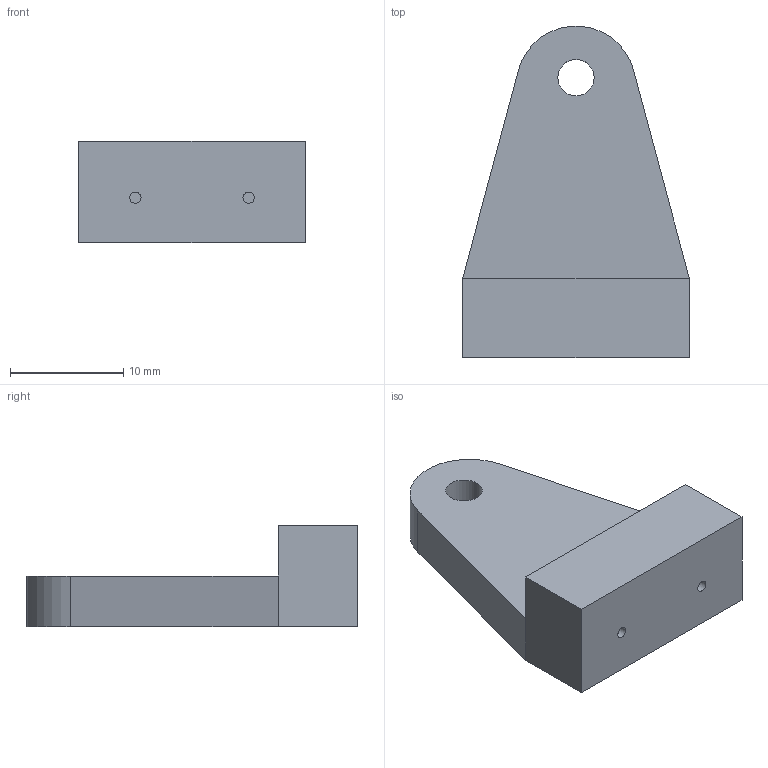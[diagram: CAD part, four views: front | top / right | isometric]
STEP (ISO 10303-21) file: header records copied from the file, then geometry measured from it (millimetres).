
FILE_DESCRIPTION(/* description */ (''),/* implementation_level */ '2;1');
FILE_NAME(/* name */ 'upper_deck_shaft_mount_for_AD.stp',/* time_stamp */ '2018-07-10T16:15:33+02:00',/* author */ ('poryz'),/* organization */ (''),/* preprocessor_version */ 'ST-DEVELOPER v17',/* originating_system */ 'Autodesk Inventor 2019',/* authorisation */ '');
FILE_SCHEMA (('AUTOMOTIVE_DESIGN { 1 0 10303 214 3 1 1 }'));
Length unit declared in the file: millimetre
Products named in the file (1): upper_deck_shaft_mount_for_AD
Bounding box: 20 x 29.23 x 9 mm (x, y, z)
Volume: 2592.7 mm3; surface area: 1584.9 mm2
Topology: 1 solids, 1 shells, 15 faces, 31 edges, 20 vertices
Faces by surface type: plane 11, cylinder 4
Full cylindrical faces by diameter (mm): 1 x2, 3.2 x1
Entity records: 440 total; most frequent: DIRECTION 71, CARTESIAN_POINT 67, ORIENTED_EDGE 62, EDGE_CURVE 31, AXIS2_PLACEMENT_3D 24, LINE 23, VECTOR 23, VERTEX_POINT 20
